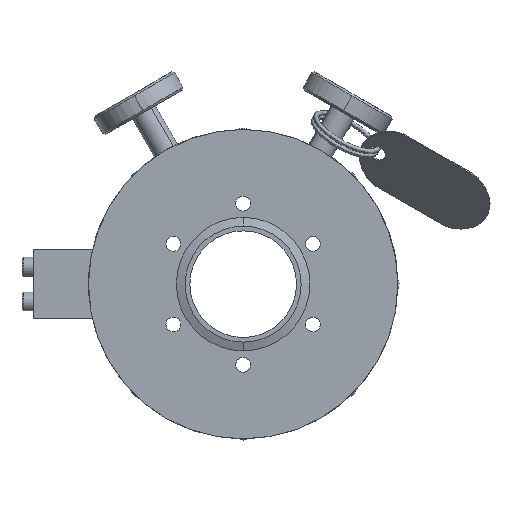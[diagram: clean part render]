
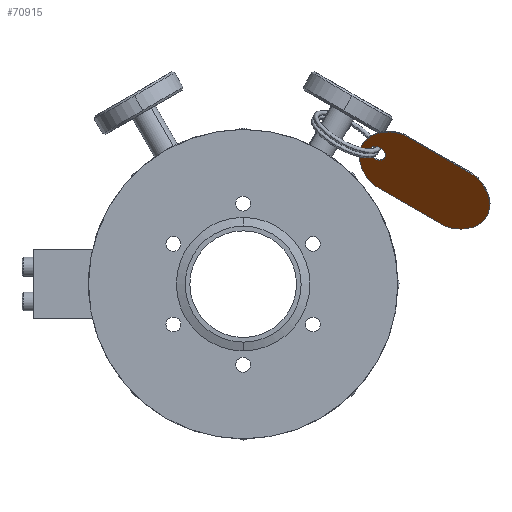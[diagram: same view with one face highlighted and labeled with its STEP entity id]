
A CAD part, front view. The second image highlights one B-rep face of the part: STEP entity #70915.
In plain terms, the highlighted planar face has unit normal (-0.354, -0.707, -0.612).
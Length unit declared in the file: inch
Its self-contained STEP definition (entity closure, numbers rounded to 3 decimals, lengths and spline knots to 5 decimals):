
#8355 = EDGE_CURVE ( 'NONE', #132884, #132888, #27012, .T. ) ;
#8356 = EDGE_CURVE ( 'NONE', #132882, #132884, #27014, .T. ) ;
#8365 = EDGE_CURVE ( 'NONE', #132888, #132893, #27018, .T. ) ;
#8370 = EDGE_CURVE ( 'NONE', #132893, #132899, #27042, .T. ) ;
#8376 = EDGE_CURVE ( 'NONE', #132899, #132904, #27050, .T. ) ;
#8381 = EDGE_CURVE ( 'NONE', #132904, #98089, #27055, .T. ) ;
#8384 = EDGE_CURVE ( 'NONE', #98089, #98091, #27057, .T. ) ;
#8388 = EDGE_CURVE ( 'NONE', #98091, #132882, #27070, .T. ) ;
#8396 = EDGE_CURVE ( 'NONE', #56367, #56366, #27081, .T. ) ;
#8651 = AXIS2_PLACEMENT_3D ( 'NONE', #115641, #115668, #115669 ) ;
#8655 = AXIS2_PLACEMENT_3D ( 'NONE', #115670, #115671, #115672 ) ;
#8658 = AXIS2_PLACEMENT_3D ( 'NONE', #115698, #115703, #115704 ) ;
#8659 = AXIS2_PLACEMENT_3D ( 'NONE', #115688, #115696, #115697 ) ;
#8665 = AXIS2_PLACEMENT_3D ( 'NONE', #115702, #115710, #115711 ) ;
#8671 = AXIS2_PLACEMENT_3D ( 'NONE', #115717, #115727, #115728 ) ;
#8674 = AXIS2_PLACEMENT_3D ( 'NONE', #115733, #115741, #115742 ) ;
#10167 = AXIS2_PLACEMENT_3D ( 'NONE', #79695, #79730, #79733 ) ;
#20436 = ORIENTED_EDGE ( 'NONE', *, *, #8396, .T. ) ;
#20437 = ORIENTED_EDGE ( 'NONE', *, *, #41319, .T. ) ;
#20439 = ORIENTED_EDGE ( 'NONE', *, *, #8388, .F. ) ;
#20441 = ORIENTED_EDGE ( 'NONE', *, *, #8384, .F. ) ;
#20442 = ORIENTED_EDGE ( 'NONE', *, *, #8381, .F. ) ;
#20445 = ORIENTED_EDGE ( 'NONE', *, *, #8376, .F. ) ;
#20447 = ORIENTED_EDGE ( 'NONE', *, *, #8370, .F. ) ;
#20449 = ORIENTED_EDGE ( 'NONE', *, *, #8365, .F. ) ;
#20450 = ORIENTED_EDGE ( 'NONE', *, *, #8355, .F. ) ;
#20452 = ORIENTED_EDGE ( 'NONE', *, *, #8356, .F. ) ;
#27012 = CIRCLE ( 'NONE', #8651, 0.38 ) ;
#27014 = CIRCLE ( 'NONE', #8655, 0.625 ) ;
#27018 = LINE ( 'NONE', #115684, #27032 ) ;
#27032 = VECTOR ( 'NONE', #115689, 39.37008 ) ;
#27042 = CIRCLE ( 'NONE', #8659, 0.38 ) ;
#27050 = CIRCLE ( 'NONE', #8658, 0.625 ) ;
#27055 = CIRCLE ( 'NONE', #8665, 0.38 ) ;
#27057 = LINE ( 'NONE', #115718, #27058 ) ;
#27058 = VECTOR ( 'NONE', #115719, 39.37008 ) ;
#27070 = CIRCLE ( 'NONE', #8671, 0.38 ) ;
#27081 = CIRCLE ( 'NONE', #8674, 0.125 ) ;
#41319 = EDGE_CURVE ( 'NONE', #56366, #56367, #81068, .T. ) ;
#56366 = VERTEX_POINT ( 'NONE', #121029 ) ;
#56367 = VERTEX_POINT ( 'NONE', #121030 ) ;
#56984 = CARTESIAN_POINT ( 'NONE',  ( 1.79721, 0.59722, 1.50347 ) ) ;
#56987 = CARTESIAN_POINT ( 'NONE',  ( 2.18503, -0.17843, 2.17521 ) ) ;
#56990 = CARTESIAN_POINT ( 'NONE',  ( 2.35928, -0.21134, 2.1126 ) ) ;
#56994 = CARTESIAN_POINT ( 'NONE',  ( 3.26423, -0.21134, 1.59013 ) ) ;
#56997 = CARTESIAN_POINT ( 'NONE',  ( 3.40557, -0.17843, 1.47053 ) ) ;
#57002 = CARTESIAN_POINT ( 'NONE',  ( 3.01774, 0.59722, 0.7988 ) ) ;
#61617 = AXIS2_PLACEMENT_3D ( 'NONE', #89774, #89794, #89796 ) ;
#66355 = CARTESIAN_POINT ( 'NONE',  ( 2.8435, 0.63012, 0.8614 ) ) ;
#66357 = CARTESIAN_POINT ( 'NONE',  ( 1.93855, 0.63012, 1.38388 ) ) ;
#70915 = ADVANCED_FACE ( 'NONE', ( #84619, #84627 ), #89776, .F. ) ;
#79695 = CARTESIAN_POINT ( 'NONE',  ( 1.92589, 0.20939, 1.877 ) ) ;
#79730 = DIRECTION ( 'NONE',  ( 0.354, 0.707, 0.612 ) ) ;
#79733 = DIRECTION ( 'NONE',  ( 0.354, -0.707, 0.612 ) ) ;
#81068 = CIRCLE ( 'NONE', #10167, 0.125 ) ;
#84619 = FACE_BOUND ( 'NONE', #113382, .T. ) ;
#84627 = FACE_OUTER_BOUND ( 'NONE', #113385, .T. ) ;
#89774 = CARTESIAN_POINT ( 'NONE',  ( 2.0729, 0.36142, 1.61658 ) ) ;
#89776 = PLANE ( 'NONE',  #61617 ) ;
#89794 = DIRECTION ( 'NONE',  ( 0.354, 0.707, 0.612 ) ) ;
#89796 = DIRECTION ( 'NONE',  ( 0.354, -0.707, 0.612 ) ) ;
#98089 = VERTEX_POINT ( 'NONE', #66355 ) ;
#98091 = VERTEX_POINT ( 'NONE', #66357 ) ;
#113382 = EDGE_LOOP ( 'NONE', ( #20436, #20437 ) ) ;
#113385 = EDGE_LOOP ( 'NONE', ( #20439, #20441, #20442, #20445, #20447, #20449, #20450, #20452 ) ) ;
#115641 = CARTESIAN_POINT ( 'NONE',  ( 2.22493, 0.05737, 1.8799 ) ) ;
#115668 = DIRECTION ( 'NONE',  ( 0.354, 0.707, 0.612 ) ) ;
#115669 = DIRECTION ( 'NONE',  ( -0.354, 0.707, -0.612 ) ) ;
#115670 = CARTESIAN_POINT ( 'NONE',  ( 2.25065, 0.20939, 1.6895 ) ) ;
#115671 = DIRECTION ( 'NONE',  ( 0.354, 0.707, 0.612 ) ) ;
#115672 = DIRECTION ( 'NONE',  ( 0.354, -0.707, 0.612 ) ) ;
#115684 = CARTESIAN_POINT ( 'NONE',  ( 2.35928, -0.21134, 2.1126 ) ) ;
#115688 = CARTESIAN_POINT ( 'NONE',  ( 3.12988, 0.05737, 1.35743 ) ) ;
#115689 = DIRECTION ( 'NONE',  ( 0.866, 0., -0.5 ) ) ;
#115696 = DIRECTION ( 'NONE',  ( 0.354, 0.707, 0.612 ) ) ;
#115697 = DIRECTION ( 'NONE',  ( 0.354, -0.707, 0.612 ) ) ;
#115698 = CARTESIAN_POINT ( 'NONE',  ( 2.95213, 0.20939, 1.2845 ) ) ;
#115702 = CARTESIAN_POINT ( 'NONE',  ( 2.97785, 0.36142, 1.09411 ) ) ;
#115703 = DIRECTION ( 'NONE',  ( 0.354, 0.707, 0.612 ) ) ;
#115704 = DIRECTION ( 'NONE',  ( -0.354, 0.707, -0.612 ) ) ;
#115710 = DIRECTION ( 'NONE',  ( 0.354, 0.707, 0.612 ) ) ;
#115711 = DIRECTION ( 'NONE',  ( 0.354, -0.707, 0.612 ) ) ;
#115717 = CARTESIAN_POINT ( 'NONE',  ( 2.0729, 0.36142, 1.61658 ) ) ;
#115718 = CARTESIAN_POINT ( 'NONE',  ( 1.93855, 0.63012, 1.38388 ) ) ;
#115719 = DIRECTION ( 'NONE',  ( -0.866, 0., 0.5 ) ) ;
#115727 = DIRECTION ( 'NONE',  ( 0.354, 0.707, 0.612 ) ) ;
#115728 = DIRECTION ( 'NONE',  ( 0.354, -0.707, 0.612 ) ) ;
#115733 = CARTESIAN_POINT ( 'NONE',  ( 1.92589, 0.20939, 1.877 ) ) ;
#115741 = DIRECTION ( 'NONE',  ( 0.354, 0.707, 0.612 ) ) ;
#115742 = DIRECTION ( 'NONE',  ( 0.354, -0.707, 0.612 ) ) ;
#121029 = CARTESIAN_POINT ( 'NONE',  ( 1.88169, 0.29778, 1.80046 ) ) ;
#121030 = CARTESIAN_POINT ( 'NONE',  ( 1.97008, 0.12101, 1.95355 ) ) ;
#132882 = VERTEX_POINT ( 'NONE', #56984 ) ;
#132884 = VERTEX_POINT ( 'NONE', #56987 ) ;
#132888 = VERTEX_POINT ( 'NONE', #56990 ) ;
#132893 = VERTEX_POINT ( 'NONE', #56994 ) ;
#132899 = VERTEX_POINT ( 'NONE', #56997 ) ;
#132904 = VERTEX_POINT ( 'NONE', #57002 ) ;
